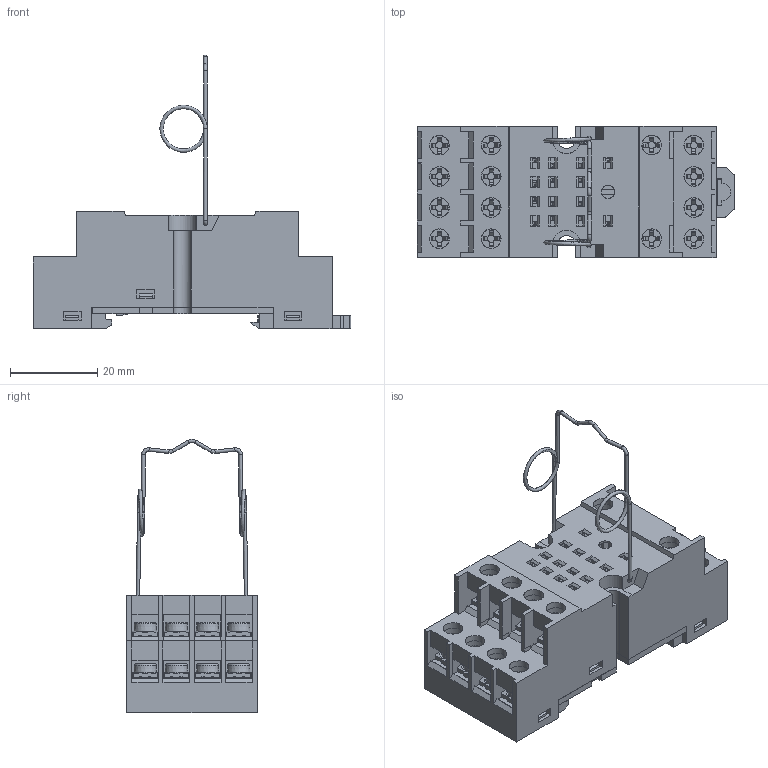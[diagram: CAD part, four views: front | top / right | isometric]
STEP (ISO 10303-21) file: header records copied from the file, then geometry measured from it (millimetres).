
FILE_DESCRIPTION (( 'STEP AP203' ), '1' );
FILE_NAME ('ÔÈÌÄ.687228.001 Ðîçåòêà ÊÑ-2 äëÿ ìîäåëè.STEP', '2019-11-21T07:08:48', ( '' ), ( '' ), 'SwSTEP 2.0', 'SolidWorks 2017', '' );
FILE_SCHEMA (( 'CONFIG_CONTROL_DESIGN' ));
Length unit declared in the file: millimetre
Products named in the file (16): ﾔﾈﾌﾄ.757461.001 ﾂ鏆鮏; ﾔﾈﾌﾄ.758493.001 ﾘ琺矜; ﾔﾈﾌﾄ.757461.003-01 ﾂ鏆鮏; ﾔﾈﾌﾄ.757461.002 ﾂ鏆鮏; ﾔﾈﾌﾄ.757461.002-01 ﾂ鏆鮏; ﾔﾈﾌﾄ.757461.003 ﾂ鏆鮏; ﾔﾈﾌﾄ.757461.004-01 ﾂ鏆鮏; 匀棠.757543.001 署赅; ÔÈÌÄ.753655.002 Ñêîáà; ÔÈÌÄ.687228.001 Ðîçåòêà ÊÑ-2 äëÿ ìîäåëè; ﾔﾈﾌﾄ.757461.001-01 ﾂ鏆鮏; 埱昉.758143.001 鎔艜; 埱昉.757536.001 砑鳧罻; 埱昉.301612.001 鎔艜; ﾔﾈﾌﾄ.757461.004 ﾂ鏆鮏; 埱昉.731153.001 扻豵鵨
Assembly tree (34 placements, depth 3):
  ÔÈÌÄ.687228.001 Ðîçåòêà ÊÑ-2 äëÿ ìîäåëè
    匀棠.757543.001 署赅
    ﾔﾈﾌﾄ.757461.001 ﾂ鏆鮏  x2
    ﾔﾈﾌﾄ.757461.001-01 ﾂ鏆鮏  x2
    ﾔﾈﾌﾄ.757461.003 ﾂ鏆鮏  x2
    ﾔﾈﾌﾄ.757461.003-01 ﾂ鏆鮏  x2
    ﾔﾈﾌﾄ.757461.002 ﾂ鏆鮏  x2
    ﾔﾈﾌﾄ.757461.002-01 ﾂ鏆鮏  x2
    ﾔﾈﾌﾄ.757461.004 ﾂ鏆鮏
    ﾔﾈﾌﾄ.757461.004-01 ﾂ鏆鮏
    埱昉.731153.001 扻豵鵨
    埱昉.301612.001 鎔艜  x14
      埱昉.758143.001 鎔艜
      ﾔﾈﾌﾄ.758493.001 ﾘ琺矜
    ÔÈÌÄ.753655.002 Ñêîáà
    埱昉.757536.001 砑鳧罻
Bounding box: 72.88 x 30 x 62.77 mm (x, y, z)
Volume: 21790.7 mm3; surface area: 38888.1 mm2
Topology: 46 solids, 46 shells, 2839 faces, 8129 edges, 5399 vertices
Faces by surface type: plane 2178, cylinder 470, cone 140, torus 49, bspline 2
Full cylindrical faces by diameter (mm): 0.8 x10, 0.979 x2, 2.2 x1, 2.3 x1, 2.5 x14, 3 x29, 3.57 x14, 3.6 x14, 4.5 x14, 6.15 x14
Entity records: 59118 total; most frequent: CARTESIAN_POINT 14529, ORIENTED_EDGE 9428, DIRECTION 7707, EDGE_CURVE 4714, VECTOR 3673, LINE 3673, VERTEX_POINT 3168, AXIS2_PLACEMENT_3D 2017
